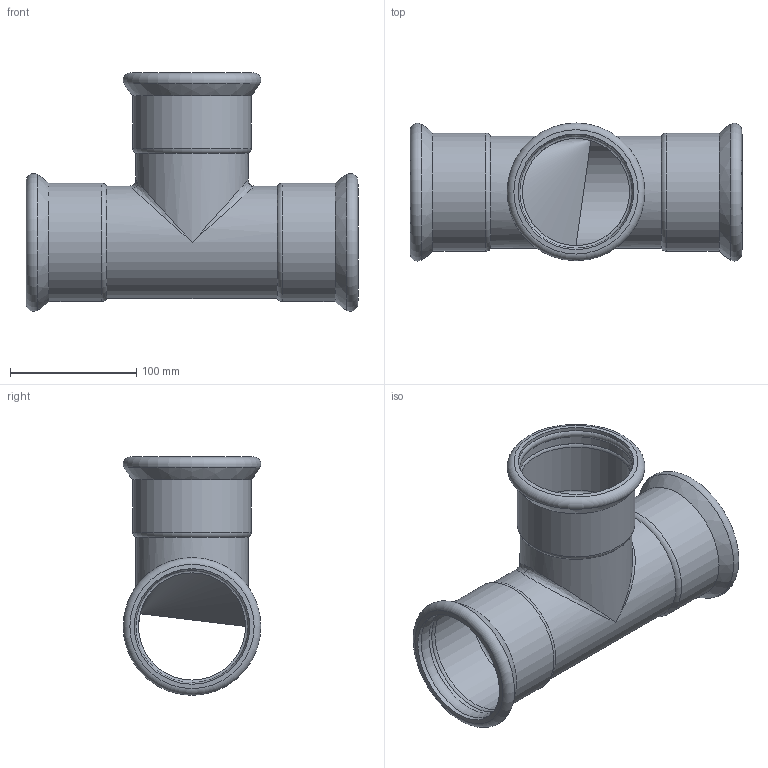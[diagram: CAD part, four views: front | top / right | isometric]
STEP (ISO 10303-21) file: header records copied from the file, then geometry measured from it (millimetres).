
FILE_DESCRIPTION(/* description */ ('TEE NORMALE STEEL DN88,9'),/* implementation_level */ '2;1');
FILE_NAME(/* name */ '382088000_Steelpres.stp',/* time_stamp */ '2022-10-21T14:33:14+02:00',/* author */ ('Vault'),/* organization */ ('Raccorderie metalliche s.p.a. '),/* preprocessor_version */ 'ST-DEVELOPER v18.1',/* originating_system */ 'Autodesk Inventor 2020',/* authorisation */ 'Raccorderie metalliche s.p.a. ');
FILE_SCHEMA (('AUTOMOTIVE_DESIGN { 1 0 10303 214 3 1 1 }'));
Length unit declared in the file: millimetre
Products named in the file (1): 382088000_Steelpres
Bounding box: 263 x 109.1 x 189 mm (x, y, z)
Volume: 275213 mm3; surface area: 204280 mm2
Topology: 1 solids, 1 shells, 42 faces, 156 edges, 104 vertices
Faces by surface type: cylinder 16, torus 15, bspline 7, cone 4
Full cylindrical faces by diameter (mm): 84.9 x2, 88.9 x2, 89.6 x3, 91.5 x6, 93.6 x3
Entity records: 2528 total; most frequent: CARTESIAN_POINT 1107, DIRECTION 336, ORIENTED_EDGE 296, AXIS2_PLACEMENT_3D 157, EDGE_CURVE 148, CIRCLE 116, VERTEX_POINT 104, FACE_OUTER_BOUND 42
